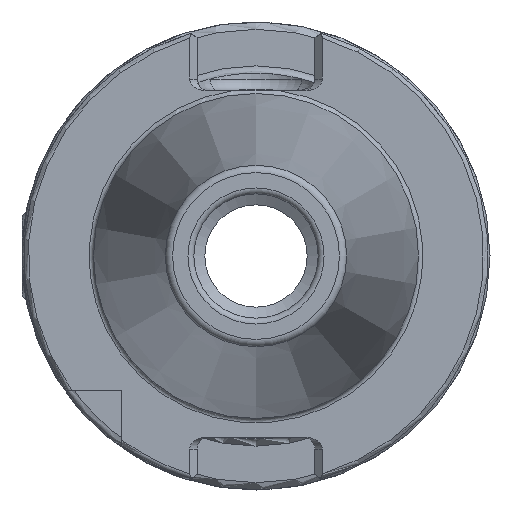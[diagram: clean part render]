
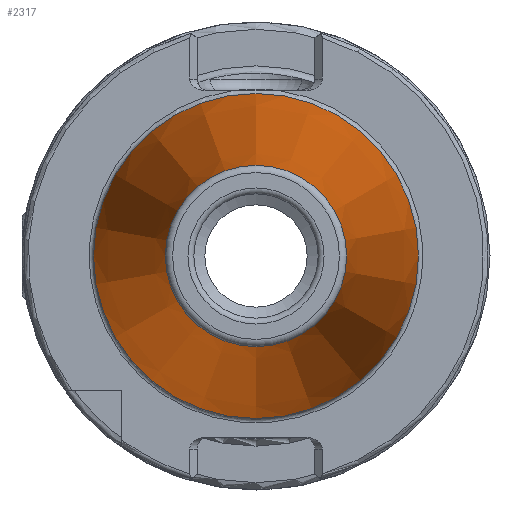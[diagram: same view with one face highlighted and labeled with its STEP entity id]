
A CAD part, left-side view. The second image highlights one B-rep face of the part: STEP entity #2317.
In plain terms, the highlighted conical face has half-angle 8.297 degrees and reference radius 22.225 mm.
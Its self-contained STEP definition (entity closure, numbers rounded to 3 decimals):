
#188 = AXIS2_PLACEMENT_3D ( 'NONE', #3962, #1930, #709 ) ;
#273 = EDGE_LOOP ( 'NONE', ( #3232 ) ) ;
#529 = CARTESIAN_POINT ( 'NONE',  ( -67.394, 0., 12.397 ) ) ;
#709 = DIRECTION ( 'NONE',  ( 0., 0., 1. ) ) ;
#1179 = DIRECTION ( 'NONE',  ( -1., 0., 0. ) ) ;
#1367 = DIRECTION ( 'NONE',  ( 0., 0., -1. ) ) ;
#1443 = AXIS2_PLACEMENT_3D ( 'NONE', #4034, #1179, #2761 ) ;
#1497 = EDGE_CURVE ( 'NONE', #2562, #2562, #3361, .T. ) ;
#1605 = FACE_BOUND ( 'NONE', #273, .T. ) ;
#1853 = DIRECTION ( 'NONE',  ( 1., 0., 0. ) ) ;
#1930 = DIRECTION ( 'NONE',  ( -1., 0., 0. ) ) ;
#2197 = CARTESIAN_POINT ( 'NONE',  ( 0., 0., 0. ) ) ;
#2317 = ADVANCED_FACE ( 'NONE', ( #1605, #4196 ), #5082, .T. ) ;
#2395 = ORIENTED_EDGE ( 'NONE', *, *, #1497, .T. ) ;
#2414 = EDGE_CURVE ( 'NONE', #4132, #4132, #5143, .T. ) ;
#2562 = VERTEX_POINT ( 'NONE', #2956 ) ;
#2592 = EDGE_LOOP ( 'NONE', ( #2395 ) ) ;
#2761 = DIRECTION ( 'NONE',  ( 0., 0., 1. ) ) ;
#2956 = CARTESIAN_POINT ( 'NONE',  ( 0., 0., 22.225 ) ) ;
#3232 = ORIENTED_EDGE ( 'NONE', *, *, #2414, .F. ) ;
#3361 = CIRCLE ( 'NONE', #188, 22.225 ) ;
#3426 = AXIS2_PLACEMENT_3D ( 'NONE', #2197, #1853, #1367 ) ;
#3962 = CARTESIAN_POINT ( 'NONE',  ( 0., 0., 0. ) ) ;
#4034 = CARTESIAN_POINT ( 'NONE',  ( -67.394, 0., 0. ) ) ;
#4132 = VERTEX_POINT ( 'NONE', #529 ) ;
#4196 = FACE_OUTER_BOUND ( 'NONE', #2592, .T. ) ;
#5082 = CONICAL_SURFACE ( 'NONE', #3426, 22.225, 0.145 ) ;
#5143 = CIRCLE ( 'NONE', #1443, 12.397 ) ;
